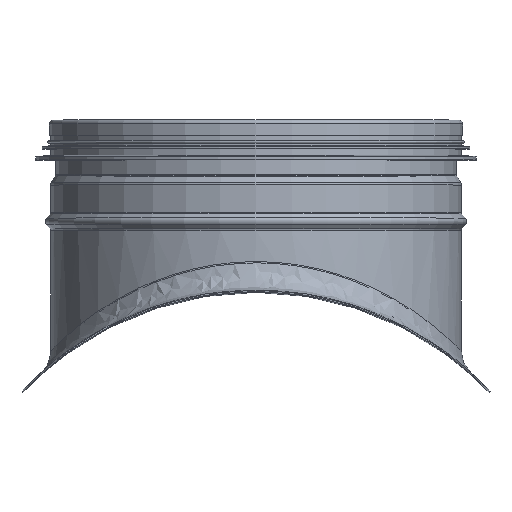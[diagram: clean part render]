
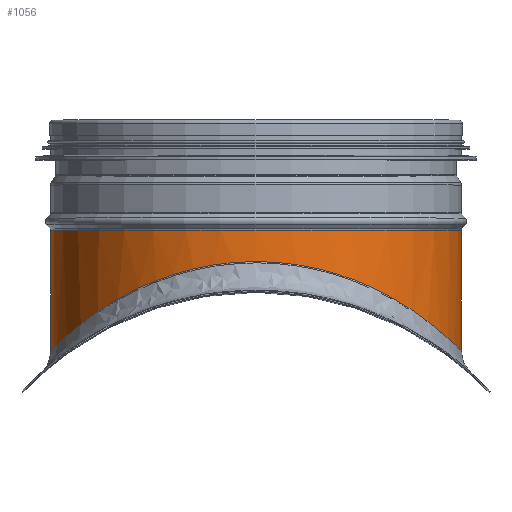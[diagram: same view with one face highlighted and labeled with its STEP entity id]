
A CAD part, top view. The second image highlights one B-rep face of the part: STEP entity #1056.
In plain terms, the highlighted cylindrical face has radius 79 mm (diameter 158 mm), a full revolution.
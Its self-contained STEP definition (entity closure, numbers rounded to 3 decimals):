
#785=CARTESIAN_POINT('',(-79.,100.556,0.));
#786=VERTEX_POINT('',#785);
#794=CARTESIAN_POINT('',(-79.001,100.554,0.));
#795=CARTESIAN_POINT('',(-79.,100.556,-6.118));
#796=CARTESIAN_POINT('',(-77.552,102.063,-18.344));
#797=CARTESIAN_POINT('',(-71.494,107.792,-35.087));
#798=CARTESIAN_POINT('',(-62.214,115.135,-49.68));
#799=CARTESIAN_POINT('',(-48.746,123.524,-63.259));
#800=CARTESIAN_POINT('',(-33.538,129.949,-72.303));
#801=CARTESIAN_POINT('',(-18.222,133.575,-77.189));
#802=CARTESIAN_POINT('',(-6.145,135.011,-79.079));
#803=CARTESIAN_POINT('',(6.144,135.007,-79.077));
#804=CARTESIAN_POINT('',(22.262,133.104,-76.561));
#805=CARTESIAN_POINT('',(40.85,127.47,-68.968));
#806=CARTESIAN_POINT('',(58.836,117.72,-54.343));
#807=CARTESIAN_POINT('',(69.729,109.274,-38.527));
#808=CARTESIAN_POINT('',(75.59,103.946,-23.969));
#809=CARTESIAN_POINT('',(78.362,101.213,-12.234));
#810=CARTESIAN_POINT('',(79.319,100.229,-0.006));
#811=CARTESIAN_POINT('',(78.044,101.535,16.335));
#812=CARTESIAN_POINT('',(71.907,107.579,35.382));
#813=CARTESIAN_POINT('',(58.834,117.725,54.338));
#814=CARTESIAN_POINT('',(40.85,127.466,68.972));
#815=CARTESIAN_POINT('',(22.259,133.106,76.561));
#816=CARTESIAN_POINT('',(8.156,134.768,78.762));
#817=CARTESIAN_POINT('',(1.019,134.981,79.04));
#818=CARTESIAN_POINT('',(-3.061,134.919,78.96));
#819=CARTESIAN_POINT('',(-13.243,134.479,78.377));
#820=CARTESIAN_POINT('',(-30.164,131.383,74.318));
#821=CARTESIAN_POINT('',(-48.745,123.52,63.256));
#822=CARTESIAN_POINT('',(-62.216,115.137,49.679));
#823=CARTESIAN_POINT('',(-71.494,107.788,35.089));
#824=CARTESIAN_POINT('',(-76.54,103.024,21.131));
#825=CARTESIAN_POINT('',(-78.641,100.926,9.178));
#826=CARTESIAN_POINT('',(-79.002,100.553,3.058));
#827=CARTESIAN_POINT('',(-79.001,100.554,0.));
#828=B_SPLINE_CURVE_WITH_KNOTS('',3,(#794,#795,#796,#797,#798,#799,#800,#801,#802,#803,#804,#805,#806,#807,#808,#809,#810,#811,#812,#813,#814,#815,#816,#817,#818,#819,#820,#821,#822,#823,#824,#825,#826,#827),.UNSPECIFIED.,.T.,.U.,(4,1,1,1,1,1,1,1,1,1,1,1,1,1,1,1,1,1,1,1,1,1,1,1,1,1,1,1,1,1,1,4),(0.0,1.763,3.527,5.29,7.053,9.404,10.58,11.755,12.931,14.106,16.457,18.808,21.159,22.335,23.51,24.686,25.861,28.212,30.563,32.914,35.265,36.441,37.029,37.322,37.616,39.967,42.318,44.082,45.845,47.608,48.49,49.371),.UNSPECIFIED.);
#829=EDGE_CURVE('',#786,#786,#828,.T.);
#1037=CARTESIAN_POINT('',(0.,121.25,0.0));
#1038=DIRECTION('',(0.,1.0,0.0));
#1039=DIRECTION('',(-1.0,0.0,0.0));
#1040=AXIS2_PLACEMENT_3D('',#1037,#1038,#1039);
#1041=CYLINDRICAL_SURFACE('',#1040,79.);
#1042=CARTESIAN_POINT('',(-79.,147.0,0.0));
#1043=VERTEX_POINT('',#1042);
#1044=CARTESIAN_POINT('',(0.,147.0,0.0));
#1045=DIRECTION('',(0.0,1.0,0.0));
#1046=DIRECTION('',(-1.0,0.0,0.0));
#1047=AXIS2_PLACEMENT_3D('',#1044,#1045,#1046);
#1048=CIRCLE('',#1047,79.);
#1049=EDGE_CURVE('',#1043,#1043,#1048,.T.);
#1050=ORIENTED_EDGE('',*,*,#1049,.F.);
#1051=EDGE_LOOP('',(#1050));
#1052=FACE_OUTER_BOUND('',#1051,.T.);
#1053=ORIENTED_EDGE('',*,*,#829,.F.);
#1054=EDGE_LOOP('',(#1053));
#1055=FACE_BOUND('',#1054,.T.);
#1056=ADVANCED_FACE('',(#1052,#1055),#1041,.T.);
